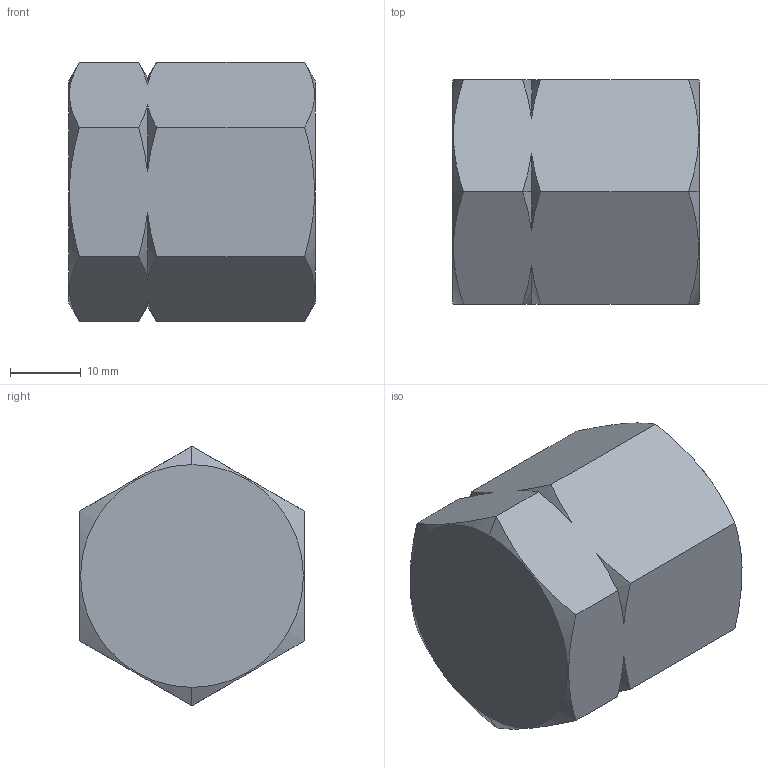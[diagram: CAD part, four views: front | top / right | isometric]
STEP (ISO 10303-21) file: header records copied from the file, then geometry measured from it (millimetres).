
FILE_DESCRIPTION (( 'STEP AP203' ), '1' );
FILE_NAME ('AD-510FSS-BL.STEP', '2025-08-04T12:05:45', ( '' ), ( '' ), 'SwSTEP 2.0', 'SolidWorks 2018', '' );
FILE_SCHEMA (( 'CONFIG_CONTROL_DESIGN' ));
Length unit declared in the file: inch
Products named in the file (1): AD-510FSS-BL
Bounding box: 34.8 x 31.75 x 36.66 mm (x, y, z)
Volume: 22674.8 mm3; surface area: 7602.8 mm2
Topology: 1 solids, 1 shells, 124 faces, 334 edges, 218 vertices
Faces by surface type: bspline 50, plane 31, cone 25, cylinder 18
Entity records: 10372 total; most frequent: CARTESIAN_POINT 7658, ORIENTED_EDGE 664, DIRECTION 336, EDGE_CURVE 332, VERTEX_POINT 218, B_SPLINE_CURVE_WITH_KNOTS 170, LINE 138, VECTOR 138
